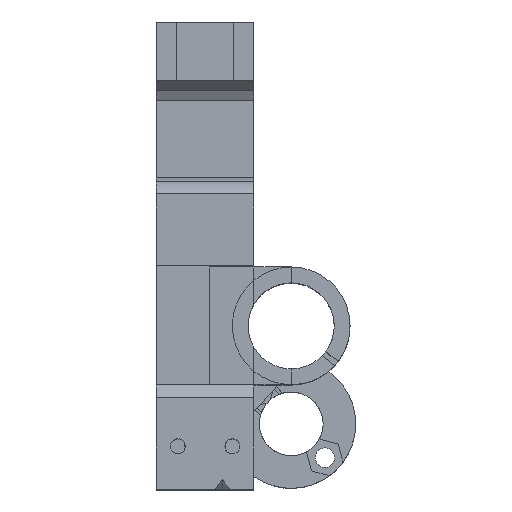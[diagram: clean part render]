
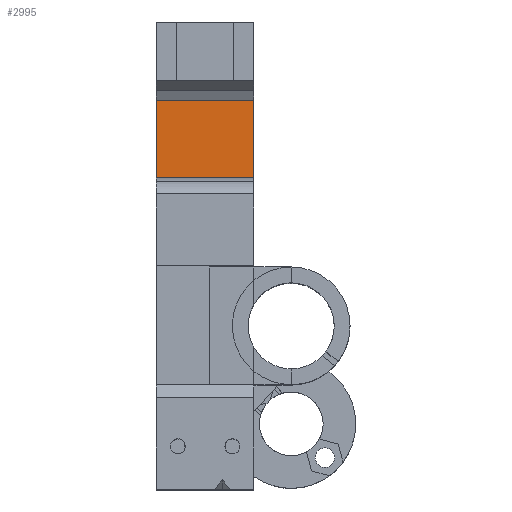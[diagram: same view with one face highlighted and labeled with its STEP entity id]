
A CAD part, top view. The second image highlights one B-rep face of the part: STEP entity #2995.
In plain terms, the highlighted planar face has unit normal (0, 0, 1).
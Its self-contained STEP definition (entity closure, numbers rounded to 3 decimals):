
#100 = PLANE('',#101);
#101 = AXIS2_PLACEMENT_3D('',#102,#103,#104);
#102 = CARTESIAN_POINT('',(-23.5,9.,0.));
#103 = DIRECTION('',(1.,0.,0.));
#104 = DIRECTION('',(0.,0.,1.));
#575 = VERTEX_POINT('',#576);
#576 = CARTESIAN_POINT('',(-23.5,39.347,15.278));
#589 = PLANE('',#590);
#590 = AXIS2_PLACEMENT_3D('',#591,#592,#593);
#591 = CARTESIAN_POINT('',(-40.,35.17,12.866));
#592 = DIRECTION('',(0.,0.5,-0.866));
#593 = DIRECTION('',(0.,0.866,0.5));
#600 = EDGE_CURVE('',#575,#601,#603,.T.);
#601 = VERTEX_POINT('',#602);
#602 = CARTESIAN_POINT('',(-23.5,25.878,15.278));
#603 = SURFACE_CURVE('',#604,(#608,#614),.PCURVE_S1.);
#604 = LINE('',#605,#606);
#605 = CARTESIAN_POINT('',(-23.5,24.75,15.278));
#606 = VECTOR('',#607,1.);
#607 = DIRECTION('',(0.,-1.,0.));
#608 = PCURVE('',#100,#609);
#609 = DEFINITIONAL_REPRESENTATION('',(#610),#613);
#610 = B_SPLINE_CURVE_WITH_KNOTS('',1,(#611,#612),.UNSPECIFIED.,.F.,.F.,
  (2,2),(-17.45,2.95),.PIECEWISE_BEZIER_KNOTS.);
#611 = CARTESIAN_POINT('',(15.278,-33.2));
#612 = CARTESIAN_POINT('',(15.278,-12.8));
#613 = ( GEOMETRIC_REPRESENTATION_CONTEXT(2) 
PARAMETRIC_REPRESENTATION_CONTEXT() REPRESENTATION_CONTEXT('2D SPACE',''
  ) );
#614 = PCURVE('',#615,#620);
#615 = PLANE('',#616);
#616 = AXIS2_PLACEMENT_3D('',#617,#618,#619);
#617 = CARTESIAN_POINT('',(0.,40.5,15.278));
#618 = DIRECTION('',(-0.,0.,1.));
#619 = DIRECTION('',(0.,-1.,0.));
#620 = DEFINITIONAL_REPRESENTATION('',(#621),#624);
#621 = B_SPLINE_CURVE_WITH_KNOTS('',1,(#622,#623),.UNSPECIFIED.,.F.,.F.,
  (2,2),(-17.45,2.95),.PIECEWISE_BEZIER_KNOTS.);
#622 = CARTESIAN_POINT('',(-1.7,-23.5));
#623 = CARTESIAN_POINT('',(18.7,-23.5));
#624 = ( GEOMETRIC_REPRESENTATION_CONTEXT(2) 
PARAMETRIC_REPRESENTATION_CONTEXT() REPRESENTATION_CONTEXT('2D SPACE',''
  ) );
#643 = CYLINDRICAL_SURFACE('',#644,3.);
#644 = AXIS2_PLACEMENT_3D('',#645,#646,#647);
#645 = CARTESIAN_POINT('',(-30.,25.2,18.2));
#646 = DIRECTION('',(1.,0.,0.));
#647 = DIRECTION('',(0.,0.,-1.));
#2396 = PLANE('',#2397);
#2397 = AXIS2_PLACEMENT_3D('',#2398,#2399,#2400);
#2398 = CARTESIAN_POINT('',(-6.5,9.,0.));
#2399 = DIRECTION('',(1.,0.,0.));
#2400 = DIRECTION('',(0.,0.,1.));
#2952 = VERTEX_POINT('',#2953);
#2953 = CARTESIAN_POINT('',(-6.5,25.878,15.278));
#2977 = EDGE_CURVE('',#601,#2952,#2978,.T.);
#2978 = SURFACE_CURVE('',#2979,(#2983,#2989),.PCURVE_S1.);
#2979 = LINE('',#2980,#2981);
#2980 = CARTESIAN_POINT('',(-30.,25.878,15.278));
#2981 = VECTOR('',#2982,1.);
#2982 = DIRECTION('',(1.,0.,0.));
#2983 = PCURVE('',#643,#2984);
#2984 = DEFINITIONAL_REPRESENTATION('',(#2985),#2988);
#2985 = B_SPLINE_CURVE_WITH_KNOTS('',1,(#2986,#2987),.UNSPECIFIED.,.F.,
  .F.,(2,2),(0.,30.),.PIECEWISE_BEZIER_KNOTS.);
#2986 = CARTESIAN_POINT('',(0.228,0.));
#2987 = CARTESIAN_POINT('',(0.228,30.));
#2988 = ( GEOMETRIC_REPRESENTATION_CONTEXT(2) 
PARAMETRIC_REPRESENTATION_CONTEXT() REPRESENTATION_CONTEXT('2D SPACE',''
  ) );
#2989 = PCURVE('',#615,#2990);
#2990 = DEFINITIONAL_REPRESENTATION('',(#2991),#2994);
#2991 = B_SPLINE_CURVE_WITH_KNOTS('',1,(#2992,#2993),.UNSPECIFIED.,.F.,
  .F.,(2,2),(0.,30.),.PIECEWISE_BEZIER_KNOTS.);
#2992 = CARTESIAN_POINT('',(14.622,-30.));
#2993 = CARTESIAN_POINT('',(14.622,0.));
#2994 = ( GEOMETRIC_REPRESENTATION_CONTEXT(2) 
PARAMETRIC_REPRESENTATION_CONTEXT() REPRESENTATION_CONTEXT('2D SPACE',''
  ) );
#2995 = ADVANCED_FACE('',(#2996),#615,.T.);
#2996 = FACE_BOUND('',#2997,.T.);
#2997 = EDGE_LOOP('',(#2998,#3019,#3038,#3039));
#2998 = ORIENTED_EDGE('',*,*,#2999,.F.);
#2999 = EDGE_CURVE('',#3000,#2952,#3002,.T.);
#3000 = VERTEX_POINT('',#3001);
#3001 = CARTESIAN_POINT('',(-6.5,39.347,15.278));
#3002 = SURFACE_CURVE('',#3003,(#3007,#3013),.PCURVE_S1.);
#3003 = LINE('',#3004,#3005);
#3004 = CARTESIAN_POINT('',(-6.5,24.75,15.278));
#3005 = VECTOR('',#3006,1.);
#3006 = DIRECTION('',(0.,-1.,0.));
#3007 = PCURVE('',#615,#3008);
#3008 = DEFINITIONAL_REPRESENTATION('',(#3009),#3012);
#3009 = B_SPLINE_CURVE_WITH_KNOTS('',1,(#3010,#3011),.UNSPECIFIED.,.F.,
  .F.,(2,2),(-17.45,2.95),.PIECEWISE_BEZIER_KNOTS.);
#3010 = CARTESIAN_POINT('',(-1.7,-6.5));
#3011 = CARTESIAN_POINT('',(18.7,-6.5));
#3012 = ( GEOMETRIC_REPRESENTATION_CONTEXT(2) 
PARAMETRIC_REPRESENTATION_CONTEXT() REPRESENTATION_CONTEXT('2D SPACE',''
  ) );
#3013 = PCURVE('',#2396,#3014);
#3014 = DEFINITIONAL_REPRESENTATION('',(#3015),#3018);
#3015 = B_SPLINE_CURVE_WITH_KNOTS('',1,(#3016,#3017),.UNSPECIFIED.,.F.,
  .F.,(2,2),(-17.45,2.95),.PIECEWISE_BEZIER_KNOTS.);
#3016 = CARTESIAN_POINT('',(15.278,-33.2));
#3017 = CARTESIAN_POINT('',(15.278,-12.8));
#3018 = ( GEOMETRIC_REPRESENTATION_CONTEXT(2) 
PARAMETRIC_REPRESENTATION_CONTEXT() REPRESENTATION_CONTEXT('2D SPACE',''
  ) );
#3019 = ORIENTED_EDGE('',*,*,#3020,.T.);
#3020 = EDGE_CURVE('',#3000,#575,#3021,.T.);
#3021 = SURFACE_CURVE('',#3022,(#3026,#3032),.PCURVE_S1.);
#3022 = LINE('',#3023,#3024);
#3023 = CARTESIAN_POINT('',(-20.,39.347,15.278));
#3024 = VECTOR('',#3025,1.);
#3025 = DIRECTION('',(-1.,0.,0.));
#3026 = PCURVE('',#615,#3027);
#3027 = DEFINITIONAL_REPRESENTATION('',(#3028),#3031);
#3028 = B_SPLINE_CURVE_WITH_KNOTS('',1,(#3029,#3030),.UNSPECIFIED.,.F.,
  .F.,(2,2),(-27.,26.),.PIECEWISE_BEZIER_KNOTS.);
#3029 = CARTESIAN_POINT('',(1.153,7.));
#3030 = CARTESIAN_POINT('',(1.153,-46.));
#3031 = ( GEOMETRIC_REPRESENTATION_CONTEXT(2) 
PARAMETRIC_REPRESENTATION_CONTEXT() REPRESENTATION_CONTEXT('2D SPACE',''
  ) );
#3032 = PCURVE('',#589,#3033);
#3033 = DEFINITIONAL_REPRESENTATION('',(#3034),#3037);
#3034 = B_SPLINE_CURVE_WITH_KNOTS('',1,(#3035,#3036),.UNSPECIFIED.,.F.,
  .F.,(2,2),(-27.,26.),.PIECEWISE_BEZIER_KNOTS.);
#3035 = CARTESIAN_POINT('',(4.823,47.));
#3036 = CARTESIAN_POINT('',(4.823,-6.));
#3037 = ( GEOMETRIC_REPRESENTATION_CONTEXT(2) 
PARAMETRIC_REPRESENTATION_CONTEXT() REPRESENTATION_CONTEXT('2D SPACE',''
  ) );
#3038 = ORIENTED_EDGE('',*,*,#600,.T.);
#3039 = ORIENTED_EDGE('',*,*,#2977,.T.);
